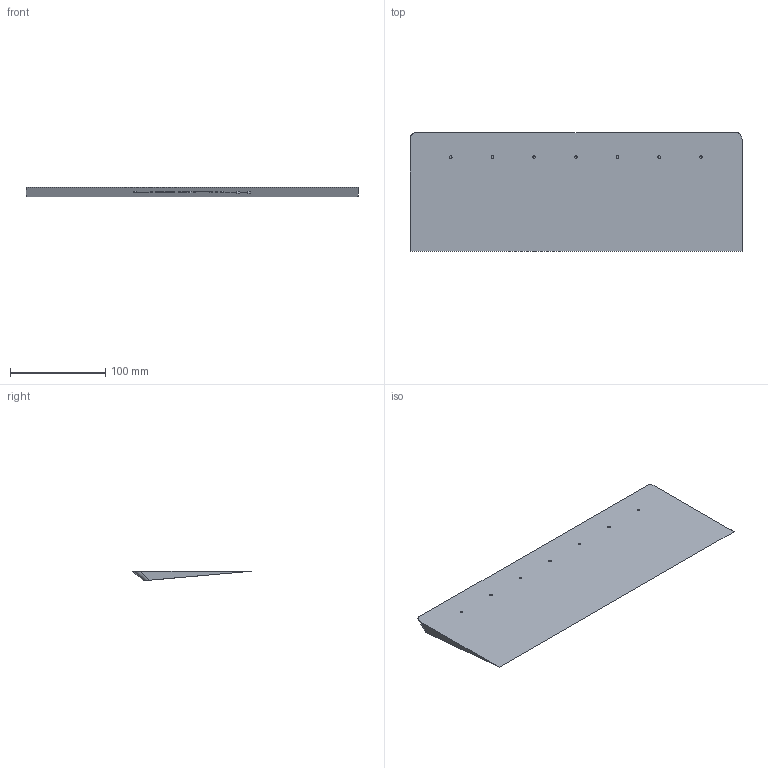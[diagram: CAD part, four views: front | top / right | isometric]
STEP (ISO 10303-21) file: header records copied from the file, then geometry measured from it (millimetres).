
FILE_DESCRIPTION(('HOOPS Exchange Step'),'2;1');
FILE_NAME('temp_export','2024-12-14T23:58:09+01:00',('juanj'),('Shapr3D Limited'),'HOOPS Exchange 2024.6','Shapr3D','Authorized');
FILE_SCHEMA( ('AP242_MANAGED_MODEL_BASED_3D_ENGINEERING_MIM_LF {1 0 10303 442 1 1 4 }') );
Length unit declared in the file: millimetre
Products named in the file (1): Feet
Bounding box: 348 x 124 x 10 mm (x, y, z)
Volume: 213725 mm3; surface area: 90451.4 mm2
Topology: 1 solids, 1 shells, 174 faces, 478 edges, 321 vertices
Faces by surface type: bspline 112, plane 50, cylinder 12
Full cylindrical faces by diameter (mm): 2.65 x7
Entity records: 6637 total; most frequent: CARTESIAN_POINT 2911, ORIENTED_EDGE 956, EDGE_CURVE 478, DIRECTION 413, VERTEX_POINT 321, B_SPLINE_CURVE_WITH_KNOTS 224, VECTOR 223, LINE 223
